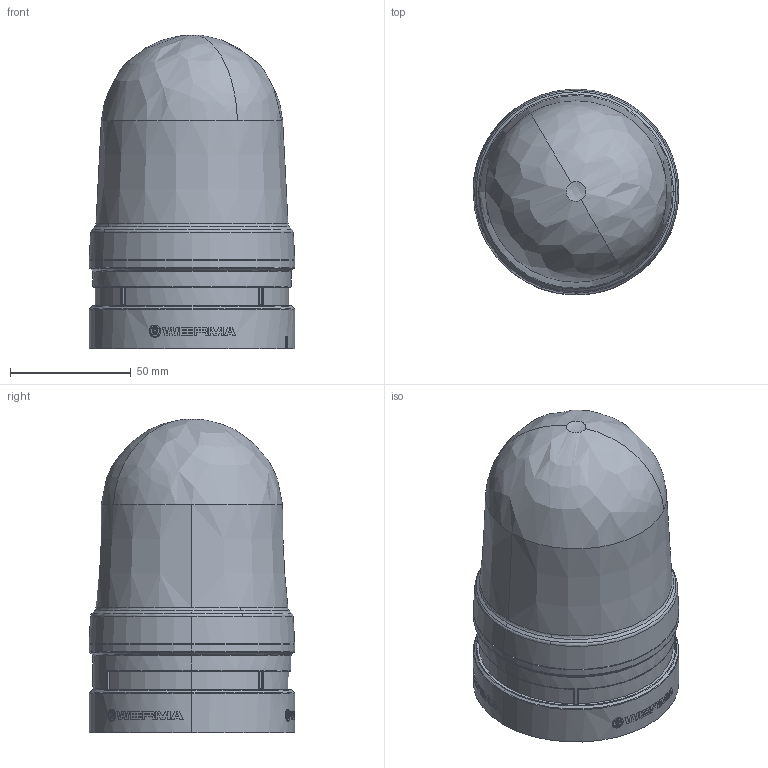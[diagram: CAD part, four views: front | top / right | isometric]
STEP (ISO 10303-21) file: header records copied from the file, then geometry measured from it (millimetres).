
FILE_DESCRIPTION (( 'STEP AP203' ), '1' );
FILE_NAME ('46121060.step', '2020-08-20T17:39:11', ( '' ), ( '' ), 'SwSTEP 2.0', 'SolidWorks 2019', '' );
FILE_SCHEMA (( 'CONFIG_CONTROL_DESIGN' ));
Length unit declared in the file: inch
Products named in the file (1): 46121060
Bounding box: 85 x 85.1 x 129.58 mm (x, y, z)
Volume: 508966.8 mm3; surface area: 44303.7 mm2
Topology: 1 solids, 1 shells, 358 faces, 975 edges, 638 vertices
Faces by surface type: plane 154, bspline 129, cylinder 53, cone 22
Entity records: 15431 total; most frequent: CARTESIAN_POINT 7065, ORIENTED_EDGE 1946, DIRECTION 1400, EDGE_CURVE 973, VERTEX_POINT 638, AXIS2_PLACEMENT_3D 483, VECTOR 434, LINE 434
